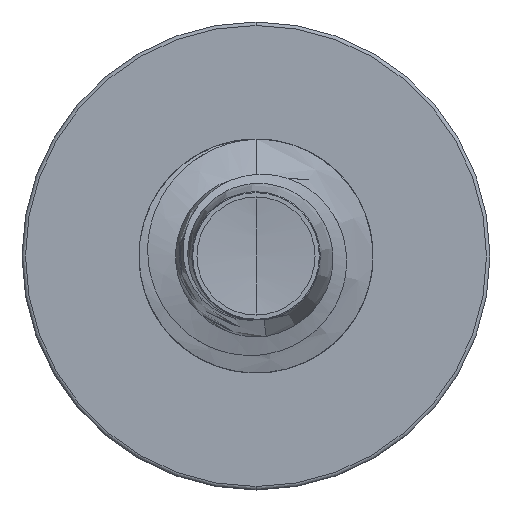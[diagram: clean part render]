
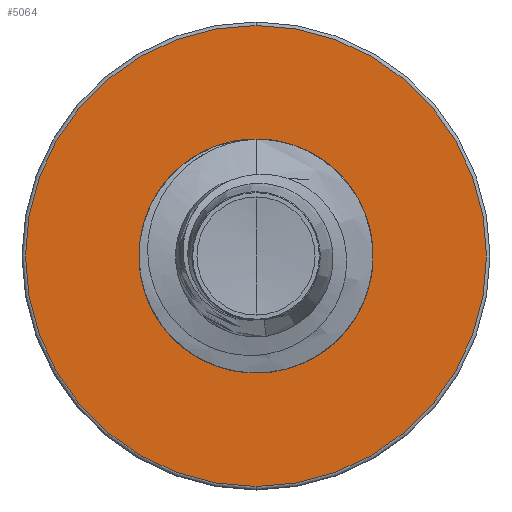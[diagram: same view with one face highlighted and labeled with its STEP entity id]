
A CAD part, front view. The second image highlights one B-rep face of the part: STEP entity #5064.
In plain terms, the highlighted planar face has unit normal (0, -1, 0).
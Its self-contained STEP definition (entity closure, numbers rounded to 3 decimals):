
#71 = PLANE ( 'NONE',  #14370 ) ;
#391 = EDGE_CURVE ( 'NONE', #24547, #14481, #21141, .T. ) ;
#447 = AXIS2_PLACEMENT_3D ( 'NONE', #9436, #9086, #9112 ) ;
#1557 = ORIENTED_EDGE ( 'NONE', *, *, #17761, .T. ) ;
#2743 = CARTESIAN_POINT ( 'NONE',  ( 0., 17.5, 3.448 ) ) ;
#3031 = DIRECTION ( 'NONE',  ( 0., 0., 1. ) ) ;
#3087 = CIRCLE ( 'NONE', #17053, 1.722 ) ;
#3894 = ORIENTED_EDGE ( 'NONE', *, *, #22386, .T. ) ;
#5064 = ADVANCED_FACE ( 'NONE', ( #6821, #24242 ), #71, .F. ) ;
#6821 = FACE_OUTER_BOUND ( 'NONE', #9815, .T. ) ;
#6842 = CARTESIAN_POINT ( 'NONE',  ( 0., 17.5, -3.447 ) ) ;
#9041 = DIRECTION ( 'NONE',  ( 0., 1., 0. ) ) ;
#9086 = DIRECTION ( 'NONE',  ( 0., 1., 0. ) ) ;
#9112 = DIRECTION ( 'NONE',  ( 0., 0., 1. ) ) ;
#9436 = CARTESIAN_POINT ( 'NONE',  ( 0., 17.5, 0. ) ) ;
#9815 = EDGE_LOOP ( 'NONE', ( #14719, #20105 ) ) ;
#10723 = VERTEX_POINT ( 'NONE', #27293 ) ;
#13501 = CARTESIAN_POINT ( 'NONE',  ( 0., 17.5, -1.722 ) ) ;
#13950 = CARTESIAN_POINT ( 'NONE',  ( 0., 17.5, 0. ) ) ;
#14016 = DIRECTION ( 'NONE',  ( 0., 1., 0. ) ) ;
#14370 = AXIS2_PLACEMENT_3D ( 'NONE', #13501, #17835, #3031 ) ;
#14481 = VERTEX_POINT ( 'NONE', #6842 ) ;
#14533 = CIRCLE ( 'NONE', #24167, 3.448 ) ;
#14719 = ORIENTED_EDGE ( 'NONE', *, *, #391, .F. ) ;
#16069 = DIRECTION ( 'NONE',  ( 0., 0., 1. ) ) ;
#17053 = AXIS2_PLACEMENT_3D ( 'NONE', #25096, #14016, #26588 ) ;
#17761 = EDGE_CURVE ( 'NONE', #23057, #10723, #3087, .T. ) ;
#17835 = DIRECTION ( 'NONE',  ( 0., 1., 0. ) ) ;
#19381 = AXIS2_PLACEMENT_3D ( 'NONE', #13950, #26539, #16069 ) ;
#20105 = ORIENTED_EDGE ( 'NONE', *, *, #27376, .F. ) ;
#20474 = CIRCLE ( 'NONE', #19381, 1.722 ) ;
#21141 = CIRCLE ( 'NONE', #447, 3.448 ) ;
#21788 = CARTESIAN_POINT ( 'NONE',  ( 0., 17.5, 0. ) ) ;
#22386 = EDGE_CURVE ( 'NONE', #10723, #23057, #20474, .T. ) ;
#23057 = VERTEX_POINT ( 'NONE', #26165 ) ;
#23489 = DIRECTION ( 'NONE',  ( 0., 0., 1. ) ) ;
#24167 = AXIS2_PLACEMENT_3D ( 'NONE', #21788, #9041, #23489 ) ;
#24242 = FACE_BOUND ( 'NONE', #24613, .T. ) ;
#24547 = VERTEX_POINT ( 'NONE', #2743 ) ;
#24613 = EDGE_LOOP ( 'NONE', ( #1557, #3894 ) ) ;
#25096 = CARTESIAN_POINT ( 'NONE',  ( 0., 17.5, 0. ) ) ;
#26165 = CARTESIAN_POINT ( 'NONE',  ( 0., 17.5, 1.722 ) ) ;
#26539 = DIRECTION ( 'NONE',  ( 0., 1., 0. ) ) ;
#26588 = DIRECTION ( 'NONE',  ( 0., 0., 1. ) ) ;
#27293 = CARTESIAN_POINT ( 'NONE',  ( 0., 17.5, -1.722 ) ) ;
#27376 = EDGE_CURVE ( 'NONE', #14481, #24547, #14533, .T. ) ;
